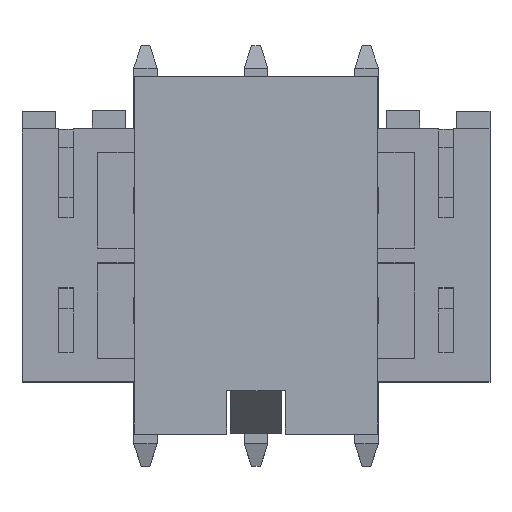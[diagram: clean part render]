
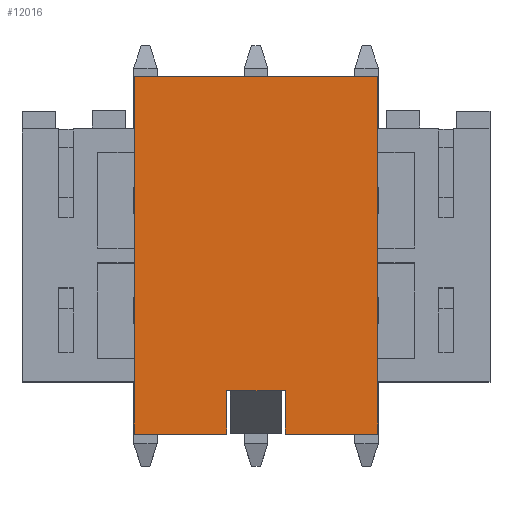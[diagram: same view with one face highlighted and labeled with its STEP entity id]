
A CAD part, top view. The second image highlights one B-rep face of the part: STEP entity #12016.
In plain terms, the highlighted planar face has unit normal (0, 0, 1).
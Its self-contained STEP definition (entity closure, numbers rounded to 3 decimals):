
#1911=ORIENTED_EDGE('',*,*,#3542,.F.);
#1912=ORIENTED_EDGE('',*,*,#3543,.T.);
#1913=ORIENTED_EDGE('',*,*,#3544,.T.);
#1914=ORIENTED_EDGE('',*,*,#3541,.T.);
#1915=ORIENTED_EDGE('',*,*,#3545,.T.);
#1916=ORIENTED_EDGE('',*,*,#3546,.F.);
#1917=ORIENTED_EDGE('',*,*,#3547,.F.);
#1918=ORIENTED_EDGE('',*,*,#3535,.T.);
#3535=EDGE_CURVE('',#4447,#4446,#5523,.T.);
#3541=EDGE_CURVE('',#4449,#4452,#5529,.T.);
#3542=EDGE_CURVE('',#4453,#4446,#5530,.T.);
#3543=EDGE_CURVE('',#4453,#4454,#5531,.T.);
#3544=EDGE_CURVE('',#4454,#4449,#5532,.T.);
#3545=EDGE_CURVE('',#4452,#4455,#5533,.T.);
#3546=EDGE_CURVE('',#4456,#4455,#5534,.T.);
#3547=EDGE_CURVE('',#4447,#4456,#5535,.T.);
#4446=VERTEX_POINT('',#16825);
#4447=VERTEX_POINT('',#16827);
#4449=VERTEX_POINT('',#16833);
#4452=VERTEX_POINT('',#16838);
#4453=VERTEX_POINT('',#16842);
#4454=VERTEX_POINT('',#16844);
#4455=VERTEX_POINT('',#16847);
#4456=VERTEX_POINT('',#16849);
#5523=LINE('',#16826,#6715);
#5529=LINE('',#16839,#6721);
#5530=LINE('',#16841,#6722);
#5531=LINE('',#16843,#6723);
#5532=LINE('',#16845,#6724);
#5533=LINE('',#16846,#6725);
#5534=LINE('',#16848,#6726);
#5535=LINE('',#16850,#6727);
#6715=VECTOR('',#14341,1000.);
#6721=VECTOR('',#14349,1000.);
#6722=VECTOR('',#14352,1000.);
#6723=VECTOR('',#14353,1000.);
#6724=VECTOR('',#14354,1000.);
#6725=VECTOR('',#14355,1000.);
#6726=VECTOR('',#14356,1000.);
#6727=VECTOR('',#14357,1000.);
#7333=EDGE_LOOP('',(#1911,#1912,#1913,#1914,#1915,#1916,#1917,#1918));
#7811=FACE_BOUND('',#7333,.T.);
#8263=PLANE('',#12536);
#12016=ADVANCED_FACE('',(#7811),#8263,.F.);
#12536=AXIS2_PLACEMENT_3D('',#16840,#14350,#14351);
#14341=DIRECTION('',(1.,0.,0.));
#14349=DIRECTION('',(1.,0.,0.));
#14350=DIRECTION('',(0.,0.,-1.));
#14351=DIRECTION('',(0.,1.,0.));
#14352=DIRECTION('',(0.,-1.,0.));
#14353=DIRECTION('',(1.,0.,0.));
#14354=DIRECTION('',(0.,-1.,0.));
#14355=DIRECTION('',(0.,1.,0.));
#14356=DIRECTION('',(1.,0.,0.));
#14357=DIRECTION('',(0.,1.,0.));
#16825=CARTESIAN_POINT('',(-0.8,-4.85,6.45));
#16826=CARTESIAN_POINT('',(-3.3,-4.85,6.45));
#16827=CARTESIAN_POINT('',(-3.3,-4.85,6.45));
#16833=CARTESIAN_POINT('',(0.8,-4.85,6.45));
#16838=CARTESIAN_POINT('',(3.3,-4.85,6.45));
#16839=CARTESIAN_POINT('',(-3.3,-4.85,6.45));
#16840=CARTESIAN_POINT('',(-3.3,-4.85,6.45));
#16841=CARTESIAN_POINT('',(-0.8,-3.68,6.45));
#16842=CARTESIAN_POINT('',(-0.8,-3.68,6.45));
#16843=CARTESIAN_POINT('',(-0.8,-3.68,6.45));
#16844=CARTESIAN_POINT('',(0.8,-3.68,6.45));
#16845=CARTESIAN_POINT('',(0.8,-3.68,6.45));
#16846=CARTESIAN_POINT('',(3.3,-4.85,6.45));
#16847=CARTESIAN_POINT('',(3.3,4.85,6.45));
#16848=CARTESIAN_POINT('',(-3.3,4.85,6.45));
#16849=CARTESIAN_POINT('',(-3.3,4.85,6.45));
#16850=CARTESIAN_POINT('',(-3.3,-4.85,6.45));
